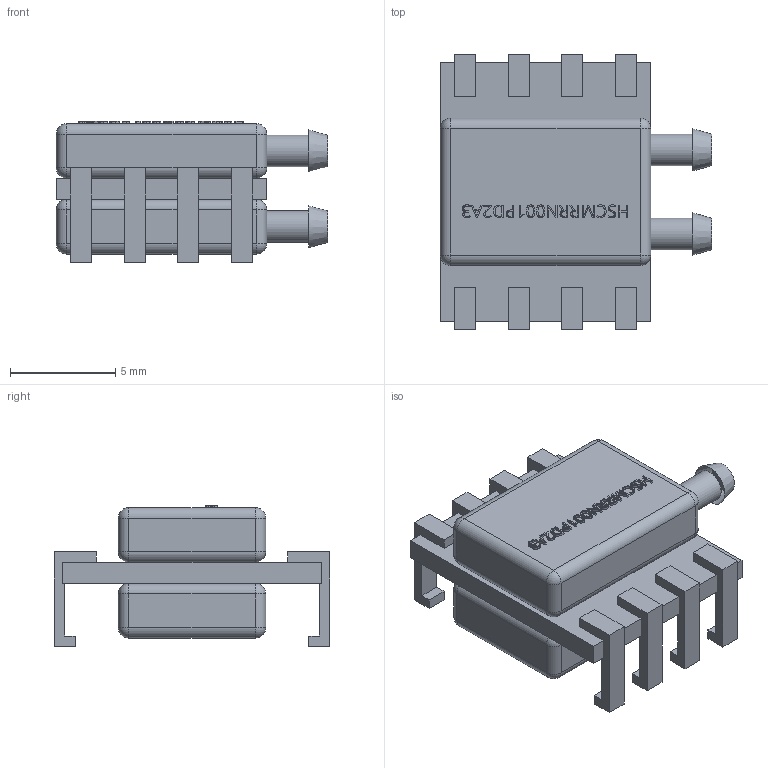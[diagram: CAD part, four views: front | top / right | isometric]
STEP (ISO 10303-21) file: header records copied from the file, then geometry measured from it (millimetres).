
FILE_DESCRIPTION(/* description */ ('STEP AP242','CAx-IF Rec.Pracs.---Representation and Presentation of Product Manufacturing Information (PMI)---4.0---2014-10-13','CAx-IF Rec.Pracs.---3D Tessellated Geometry---0.4---2014-09-14','2;1'),/* implementation_level */ '2;1');
FILE_NAME(/* name */ '63e38ab7100f7e5d5b6ec2f4',/* time_stamp */ '2023-02-08T11:42:49+00:00',/* author */ (''),/* organization */ (''),/* preprocessor_version */ 'ST-DEVELOPER v18.102',/* originating_system */ ' ',/* authorisation */ ' ');
FILE_SCHEMA (('AP242_MANAGED_MODEL_BASED_3D_ENGINEERING_MIM_LF { 1 0 10303 442 1 1 4 }'));
Length unit declared in the file: metre
Products named in the file (30): Part 1; Surface 2; Part 2; Part 3; Part 4; Part 5; Part 6; Part 7; Part 8; Part 9; Part 10; Part 11; Part 12; Part 13; Part 14; Part 15; Part 16; Part 17; Part 18; Part 19; Part 20; Part 21; Part 22; Part 23; Part 24; Part 25; Part 26; Part 27; Part 28; Surface 1
Bounding box: 12.9 x 13.1 x 6.7 mm (x, y, z)
Volume: 514.3 mm3; surface area: 925.6 mm2
Topology: 28 solids, 30 shells, 431 faces, 1085 edges, 697 vertices
Faces by surface type: plane 246, bspline 141, cylinder 26, sphere 16, cone 2
Full cylindrical faces by diameter (mm): 1.5 x2
Entity records: 13828 total; most frequent: CARTESIAN_POINT 3774, ORIENTED_EDGE 2128, DIRECTION 1480, EDGE_CURVE 1065, LINE 726, VECTOR 726, VERTEX_POINT 697, EDGE_LOOP 450
